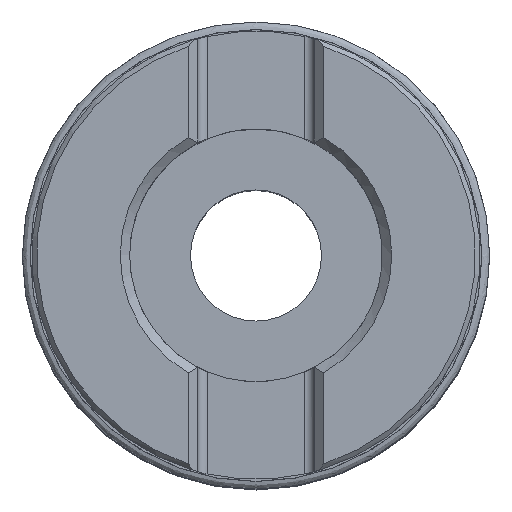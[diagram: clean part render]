
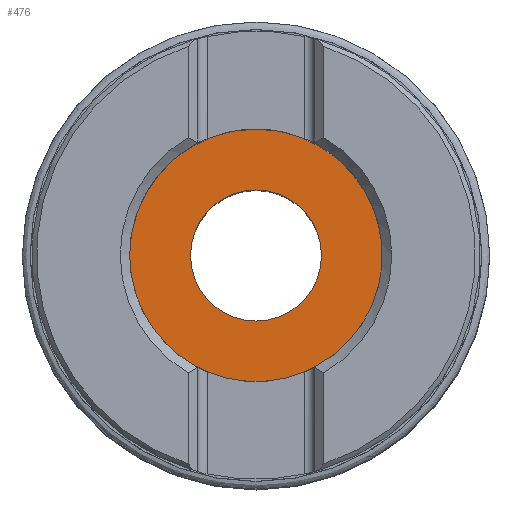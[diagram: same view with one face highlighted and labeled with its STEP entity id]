
A CAD part, top view. The second image highlights one B-rep face of the part: STEP entity #476.
In plain terms, the highlighted planar face has unit normal (0, 0, 1).
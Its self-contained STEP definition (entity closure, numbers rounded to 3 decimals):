
#209=PLANE('',#3698);
#476=ADVANCED_FACE('',(#1471,#1472),#209,.F.);
#1471=FACE_BOUND('',#1885,.T.);
#1472=FACE_BOUND('',#1886,.T.);
#1885=EDGE_LOOP('',(#2319));
#1886=EDGE_LOOP('',(#2320));
#2319=ORIENTED_EDGE('',*,*,#2891,.T.);
#2320=ORIENTED_EDGE('',*,*,#2892,.T.);
#2649=VERTEX_POINT('',#6558);
#2650=VERTEX_POINT('',#6560);
#2891=EDGE_CURVE('',#2649,#2649,#3153,.T.);
#2892=EDGE_CURVE('',#2650,#2650,#3154,.T.);
#3153=CIRCLE('',#3696,7.);
#3154=CIRCLE('',#3697,13.5);
#3696=AXIS2_PLACEMENT_3D('',#6557,#4419,#4420);
#3697=AXIS2_PLACEMENT_3D('',#6559,#4421,#4422);
#3698=AXIS2_PLACEMENT_3D('',#6561,#4423,#4424);
#4419=DIRECTION('',(0.,0.,-1.));
#4420=DIRECTION('',(1.,0.,0.));
#4421=DIRECTION('',(0.,0.,1.));
#4422=DIRECTION('',(-1.,0.,0.));
#4423=DIRECTION('',(0.,0.,-1.));
#4424=DIRECTION('',(1.,0.,0.));
#6557=CARTESIAN_POINT('',(0.,0.,-22.));
#6558=CARTESIAN_POINT('',(7.,0.,-22.));
#6559=CARTESIAN_POINT('',(0.,0.,-22.));
#6560=CARTESIAN_POINT('',(-13.5,0.,-22.));
#6561=CARTESIAN_POINT('',(-14.,0.,-22.));
